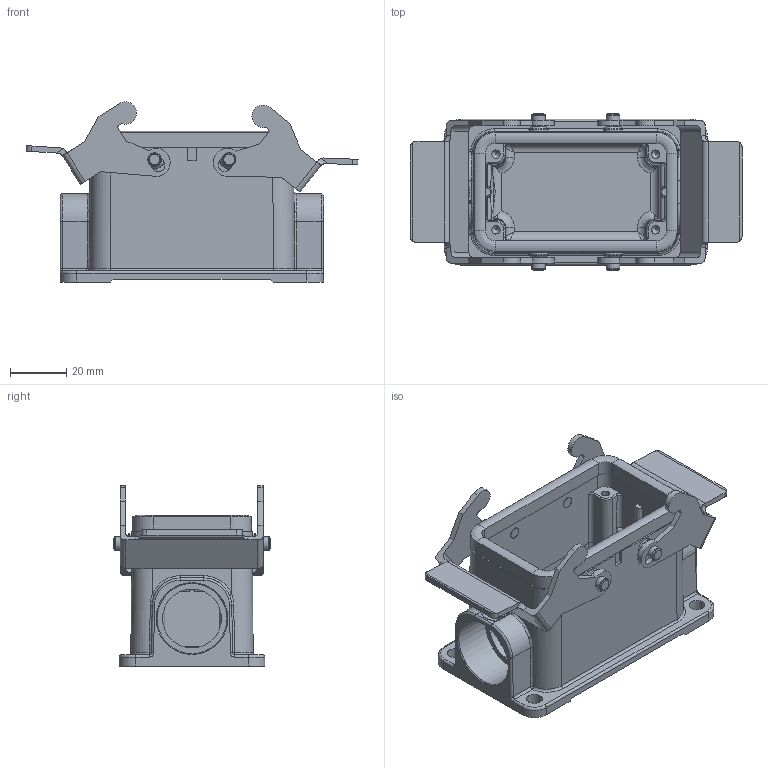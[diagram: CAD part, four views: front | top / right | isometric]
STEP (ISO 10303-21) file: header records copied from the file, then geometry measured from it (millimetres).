
FILE_DESCRIPTION((''),'2;1');
FILE_NAME('04300101232.stp','2020-07-07T14:40:26',('e.eickhoff'),(''),'Autodesk Inventor 2012','Autodesk Inventor 2012','');
FILE_SCHEMA(('AUTOMOTIVE_DESIGN { 1 0 10303 214 1 1 1 1 }'));
Length unit declared in the file: millimetre
Products named in the file (3): 04300101232; Metallbügel Quer
Assembly tree (3 placements, depth 2):
  04300101232
    04300101232
    Metallbügel Quer  x2
Bounding box: 118.48 x 56.06 x 64.35 mm (x, y, z)
Volume: 78724.9 mm3; surface area: 44643 mm2
Topology: 3 solids, 3 shells, 517 faces, 1540 edges, 1254 vertices
Faces by surface type: plane 246, cylinder 176, bspline 42, torus 32, cone 17, sphere 4
Full cylindrical faces by diameter (mm): 0.88 x1, 1.04 x1, 3 x4, 4 x4, 4.8 x4, 5.6 x4, 7 x4, 21 x1, 23.6 x1, 25 x1
Entity records: 18279 total; most frequent: CARTESIAN_POINT 5722, DIRECTION 2463, ORIENTED_EDGE 2226, EDGE_CURVE 1113, AXIS2_PLACEMENT_3D 844, VECTOR 775, LINE 775, VERTEX_POINT 729
